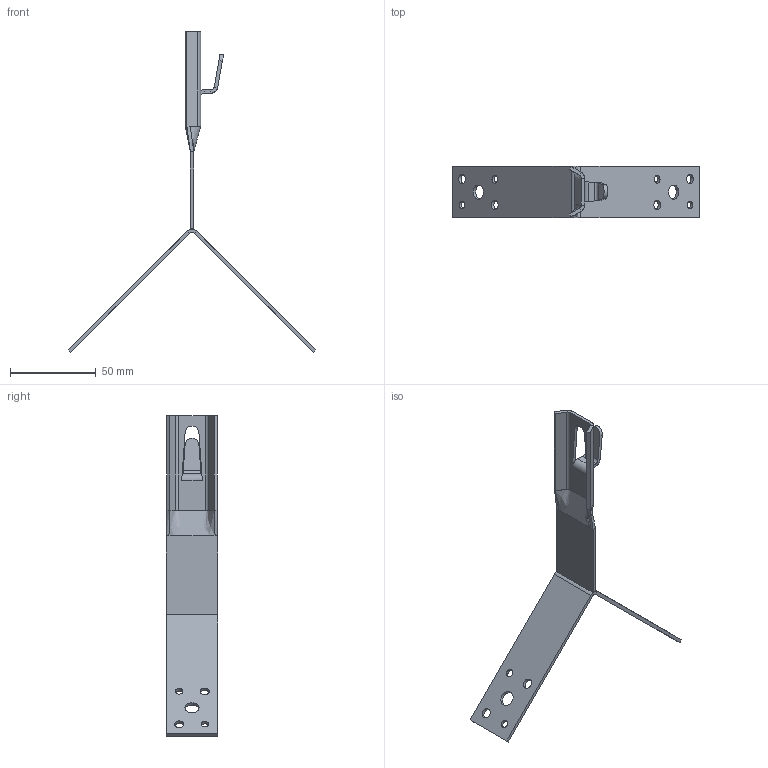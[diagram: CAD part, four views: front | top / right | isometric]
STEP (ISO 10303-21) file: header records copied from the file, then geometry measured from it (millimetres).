
FILE_DESCRIPTION(/* description */ (''),/* implementation_level */ '2;1');
FILE_NAME(/* name */ 'KDZ-H80.stp',/* time_stamp */ '2023-05-18T16:20:14+03:00',/* author */ ('man37'),/* organization */ (''),/* preprocessor_version */ 'ST-DEVELOPER v19.2',/* originating_system */ 'Autodesk Inventor 2023',/* authorisation */ '');
FILE_SCHEMA (('AUTOMOTIVE_DESIGN { 1 0 10303 214 3 1 1 }'));
Length unit declared in the file: millimetre
Products named in the file (3): KDZ-H80; KDZ уголок; KDZ H80
Assembly tree (2 placements, depth 2):
  KDZ-H80
    KDZ уголок
    KDZ H80
Bounding box: 144.13 x 30 x 186.65 mm (x, y, z)
Volume: 19155.3 mm3; surface area: 21456.1 mm2
Topology: 4 solids, 4 shells, 84 faces, 196 edges, 120 vertices
Faces by surface type: plane 52, cylinder 22, bspline 10
Full cylindrical faces by diameter (mm): 4.5 x4, 5.5 x4, 8.25 x2
Entity records: 3091 total; most frequent: CARTESIAN_POINT 997, ORIENTED_EDGE 392, DIRECTION 380, EDGE_CURVE 196, LINE 150, VECTOR 150, VERTEX_POINT 120, AXIS2_PLACEMENT_3D 115
